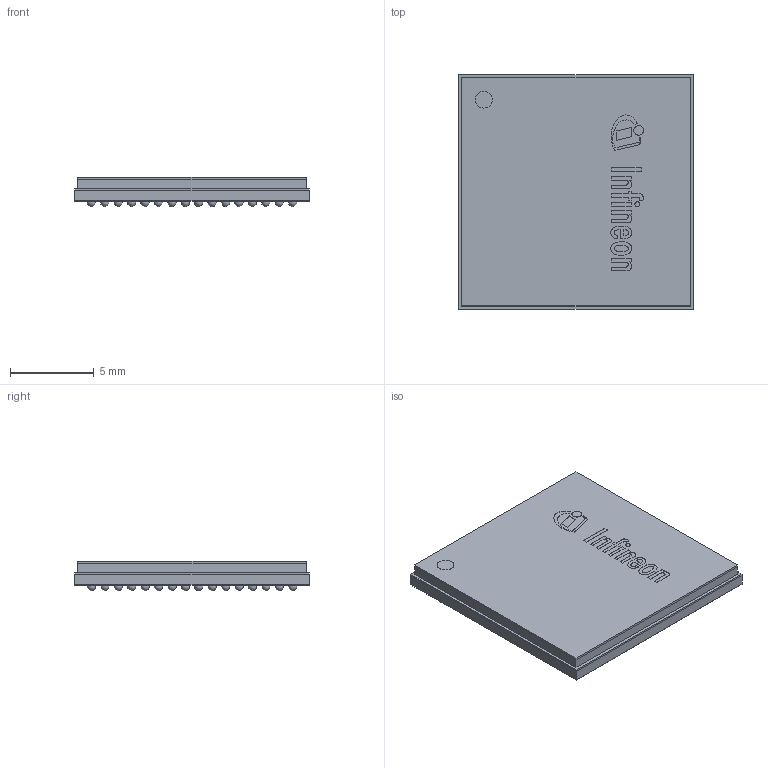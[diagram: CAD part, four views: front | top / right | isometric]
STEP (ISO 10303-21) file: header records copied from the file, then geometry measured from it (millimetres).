
FILE_DESCRIPTION(/* description */ (''),/* implementation_level */ '2;1');
FILE_NAME(/* name */ 'PG-FHBGA-224-1_Z8B00215701_V03_3D.stp',/* time_stamp */ '2022-04-21T16:45:38+05:00',/* author */ ('janartha'),/* organization */ (''),/* preprocessor_version */ 'ST-DEVELOPER v16.13',/* originating_system */ 'AutoCAD Mechanical',/* authorisation */ '');
FILE_SCHEMA (('AUTOMOTIVE_DESIGN { 1 0 10303 214 3 1 1 }'));
Length unit declared in the file: millimetre
Products named in the file (1): Product
Bounding box: 14 x 14 x 1.75 mm (x, y, z)
Volume: 279.7 mm3; surface area: 1793.1 mm2
Topology: 242 solids, 242 shells, 598 faces, 1008 edges, 672 vertices
Faces by surface type: plane 351, sphere 224, bspline 18, cylinder 5
Full cylindrical faces by diameter (mm): 0.289 x1, 0.58 x1, 1 x2
Entity records: 10875 total; most frequent: CARTESIAN_POINT 2029, DIRECTION 1916, ORIENTED_EDGE 1112, AXIS2_PLACEMENT_3D 815, EDGE_LOOP 608, FACE_OUTER_BOUND 598, ADVANCED_FACE 598, EDGE_CURVE 556
